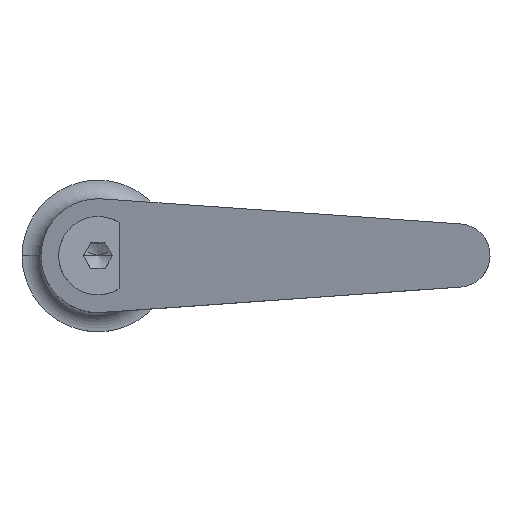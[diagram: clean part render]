
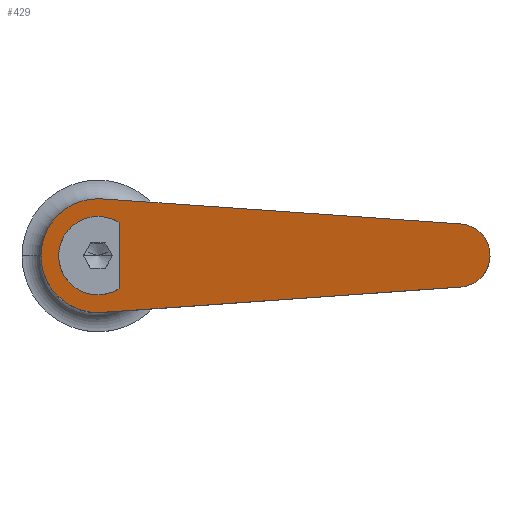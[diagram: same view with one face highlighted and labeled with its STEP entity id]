
A CAD part, top view. The second image highlights one B-rep face of the part: STEP entity #429.
In plain terms, the highlighted planar face has unit normal (-0.266, 0, 0.964).
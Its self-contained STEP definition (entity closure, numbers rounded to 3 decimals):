
#223=VERTEX_POINT('',#579);
#225=EDGE_CURVE('',#239,#469,#581,.T.);
#235=EDGE_CURVE('',#487,#425,#592,.T.);
#239=VERTEX_POINT('',#596);
#277=EDGE_CURVE('',#433,#239,#638,.T.);
#295=EDGE_CURVE('',#325,#433,#659,.T.);
#325=VERTEX_POINT('',#690);
#399=EDGE_CURVE('',#223,#325,#777,.T.);
#401=EDGE_CURVE('',#469,#223,#779,.T.);
#425=VERTEX_POINT('',#805);
#429=ADVANCED_FACE('',(#809,#810),#811,.F.);
#433=VERTEX_POINT('',#816);
#469=VERTEX_POINT('',#856);
#471=VERTEX_POINT('',#858);
#477=EDGE_CURVE('',#503,#487,#866,.T.);
#487=VERTEX_POINT('',#879);
#503=VERTEX_POINT('',#896);
#511=EDGE_CURVE('',#471,#503,#905,.T.);
#527=EDGE_CURVE('',#425,#471,#921,.T.);
#579=CARTESIAN_POINT('',(-9.,0.,31.1));
#581=LINE('',#984,#985);
#592=ELLIPSE('',#999,6.431,6.2);
#596=CARTESIAN_POINT('',(57.351,4.988,49.379));
#638=ELLIPSE('',#1071,5.186,5.);
#659=LINE('',#1109,#1110);
#690=CARTESIAN_POINT('',(0.632,-8.978,33.753));
#777=ELLIPSE('',#1283,9.335,9.);
#779=ELLIPSE('',#1286,9.335,9.);
#805=CARTESIAN_POINT('',(0.,6.2,33.579));
#809=FACE_OUTER_BOUND('',#1333,.T.);
#810=FACE_BOUND('',#1334,.T.);
#811=PLANE('',#1335);
#816=CARTESIAN_POINT('',(57.351,-4.988,49.379));
#856=CARTESIAN_POINT('',(0.632,8.978,33.753));
#858=CARTESIAN_POINT('',(0.,-6.2,33.579));
#866=LINE('',#1400,#1401);
#879=CARTESIAN_POINT('',(3.342,5.222,34.5));
#896=CARTESIAN_POINT('',(3.342,-5.222,34.5));
#905=ELLIPSE('',#1464,6.431,6.2);
#921=ELLIPSE('',#1483,6.431,6.2);
#984=CARTESIAN_POINT('',(32.714,6.721,42.592));
#985=VECTOR('',#1520,1.0);
#999=AXIS2_PLACEMENT_3D('',#1535,#1536,#1537);
#1071=AXIS2_PLACEMENT_3D('',#1585,#1586,#1587);
#1109=CARTESIAN_POINT('',(59.082,-4.866,49.856));
#1110=VECTOR('',#1620,1.0);
#1283=AXIS2_PLACEMENT_3D('',#1753,#1754,#1755);
#1286=AXIS2_PLACEMENT_3D('',#1756,#1757,#1758);
#1333=EDGE_LOOP('',(#1789,#1790,#1791,#1792,#1793));
#1334=EDGE_LOOP('',(#1794,#1795,#1796,#1797));
#1335=AXIS2_PLACEMENT_3D('',#1798,#1799,#1800);
#1400=CARTESIAN_POINT('',(3.342,0.,34.5));
#1401=VECTOR('',#1867,1.0);
#1464=AXIS2_PLACEMENT_3D('',#1919,#1920,#1921);
#1483=AXIS2_PLACEMENT_3D('',#1928,#1929,#1930);
#1520=DIRECTION('',(-0.962,0.068,-0.265));
#1535=CARTESIAN_POINT('',(0.0,0.0,33.579));
#1536=DIRECTION('',(-0.266,0.,0.964));
#1537=DIRECTION('',(-0.964,0.0,-0.266));
#1585=CARTESIAN_POINT('',(57.0,0.,49.282));
#1586=DIRECTION('',(-0.266,0.,0.964));
#1587=DIRECTION('',(0.964,0.,0.266));
#1620=DIRECTION('',(0.962,0.068,0.265));
#1753=CARTESIAN_POINT('',(0.,0.,33.579));
#1754=DIRECTION('',(-0.266,0.,0.964));
#1755=DIRECTION('',(-0.964,0.,-0.266));
#1756=CARTESIAN_POINT('',(0.,0.,33.579));
#1757=DIRECTION('',(-0.266,0.,0.964));
#1758=DIRECTION('',(-0.964,0.,-0.266));
#1789=ORIENTED_EDGE('',*,*,#401,.T.);
#1790=ORIENTED_EDGE('',*,*,#399,.T.);
#1791=ORIENTED_EDGE('',*,*,#295,.T.);
#1792=ORIENTED_EDGE('',*,*,#277,.T.);
#1793=ORIENTED_EDGE('',*,*,#225,.T.);
#1794=ORIENTED_EDGE('',*,*,#235,.F.);
#1795=ORIENTED_EDGE('',*,*,#477,.F.);
#1796=ORIENTED_EDGE('',*,*,#511,.F.);
#1797=ORIENTED_EDGE('',*,*,#527,.F.);
#1798=CARTESIAN_POINT('',(27.678,0.,41.204));
#1799=DIRECTION('',(0.266,0.,-0.964));
#1800=DIRECTION('',(0.256,0.964,0.071));
#1867=DIRECTION('',(0.,1.0,0.0));
#1919=CARTESIAN_POINT('',(0.0,0.0,33.579));
#1920=DIRECTION('',(-0.266,0.,0.964));
#1921=DIRECTION('',(-0.964,0.0,-0.266));
#1928=CARTESIAN_POINT('',(0.0,0.0,33.579));
#1929=DIRECTION('',(-0.266,0.,0.964));
#1930=DIRECTION('',(-0.964,0.0,-0.266));
